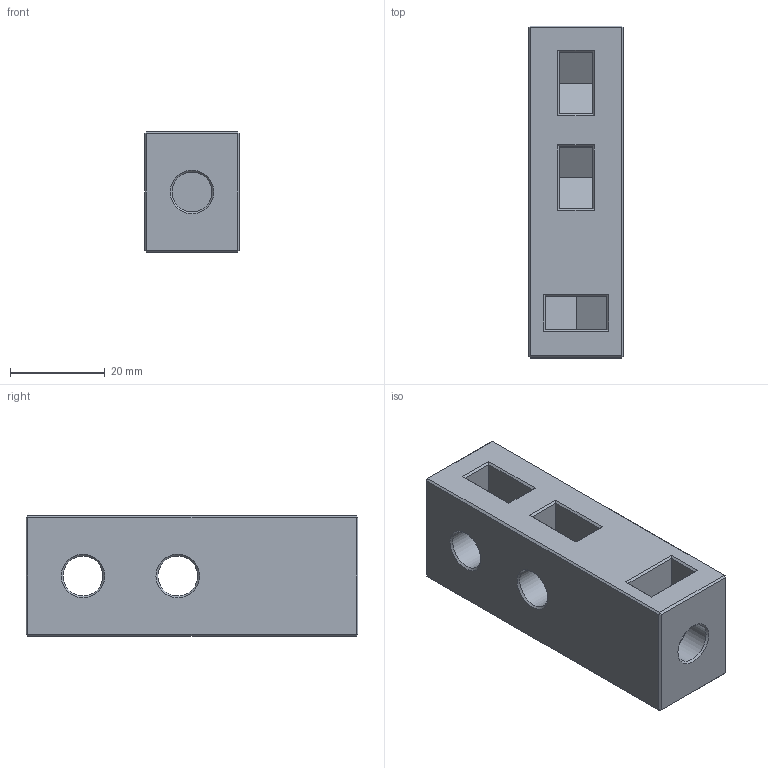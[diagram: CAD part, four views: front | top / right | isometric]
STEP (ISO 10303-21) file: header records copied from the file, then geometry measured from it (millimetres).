
FILE_DESCRIPTION(/* description */ (''),/* implementation_level */ '2;1');
FILE_NAME(/* name */ 'Hilfsanschlag Nutstein v3.step',/* time_stamp */ '2021-11-06T13:01:08+01:00',/* author */ (''),/* organization */ (''),/* preprocessor_version */ 'ST-DEVELOPER v18.1',/* originating_system */ 'Autodesk Translation Framework v10.10.0.1391',/* authorisation */ '');
FILE_SCHEMA (('AUTOMOTIVE_DESIGN { 1 0 10303 214 3 1 1 }'));
Length unit declared in the file: millimetre
Products named in the file (1): Hilfsanschlag Nutstein
Bounding box: 20 x 70 x 25.4 mm (x, y, z)
Volume: 28060.4 mm3; surface area: 9976 mm2
Topology: 1 solids, 1 shells, 68 faces, 145 edges, 83 vertices
Faces by surface type: plane 57, cylinder 6, cone 5
Full cylindrical faces by diameter (mm): 8.4 x6
Entity records: 1811 total; most frequent: DIRECTION 300, CARTESIAN_POINT 297, ORIENTED_EDGE 290, EDGE_CURVE 145, LINE 128, VECTOR 128, AXIS2_PLACEMENT_3D 86, VERTEX_POINT 83
